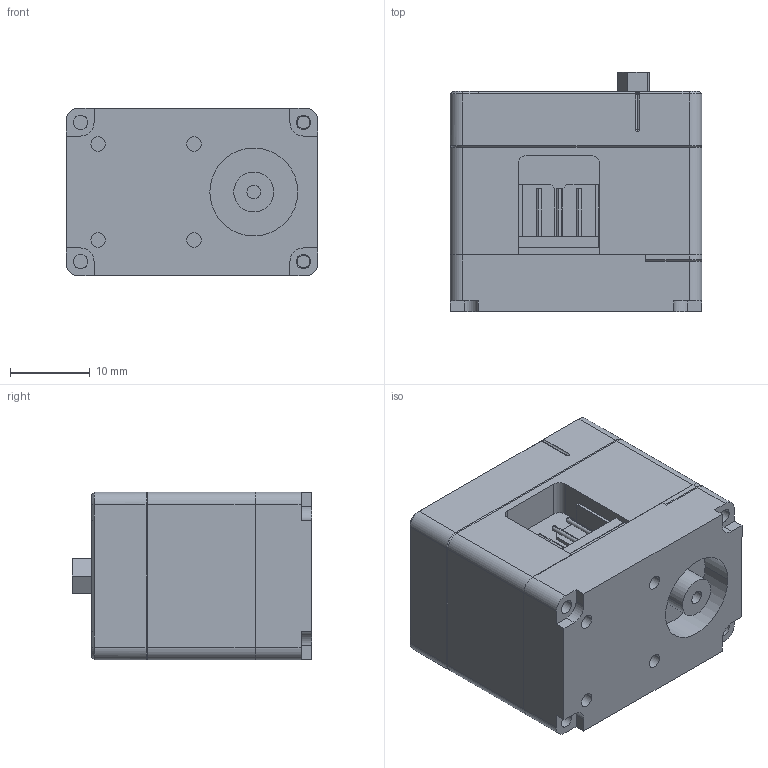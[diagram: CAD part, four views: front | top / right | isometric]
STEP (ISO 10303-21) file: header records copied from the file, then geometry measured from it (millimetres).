
FILE_DESCRIPTION (( 'STEP AP203' ), '1' );
FILE_NAME ('华馨京 10-15kg系列双轴舵机-3D.STEP', '2024-08-07T08:01:14', ( 'Windows 用户' ), ( '' ), 'SwSTEP 2.0', 'SolidWorks 2021', '' );
FILE_SCHEMA (( 'CONFIG_CONTROL_DESIGN' ));
Length unit declared in the file: millimetre
Products named in the file (7): 怀堤喘; sg.stp; 笢褲-諾陑戚; 华馨京 10-15kg系列双轴舵机-3D; 狟褲; 萇埭諉諳; led31
Assembly tree (7 placements, depth 2):
  华馨京 10-15kg系列双轴舵机-3D
    sg.stp
    狟褲
    笢褲-諾陑戚
    led31
    怀堤喘
    萇埭諉諳  x2
Bounding box: 31.5 x 29.99 x 21 mm (x, y, z)
Volume: 7065.9 mm3; surface area: 10324.4 mm2
Topology: 7 solids, 9 shells, 557 faces, 1478 edges, 949 vertices
Faces by surface type: plane 266, cylinder 235, cone 46, sphere 8, bspline 1, torus 1
Entity records: 17683 total; most frequent: CARTESIAN_POINT 3482, DIRECTION 2875, ORIENTED_EDGE 2808, EDGE_CURVE 1404, AXIS2_PLACEMENT_3D 1040, VERTEX_POINT 905, VECTOR 795, LINE 795
